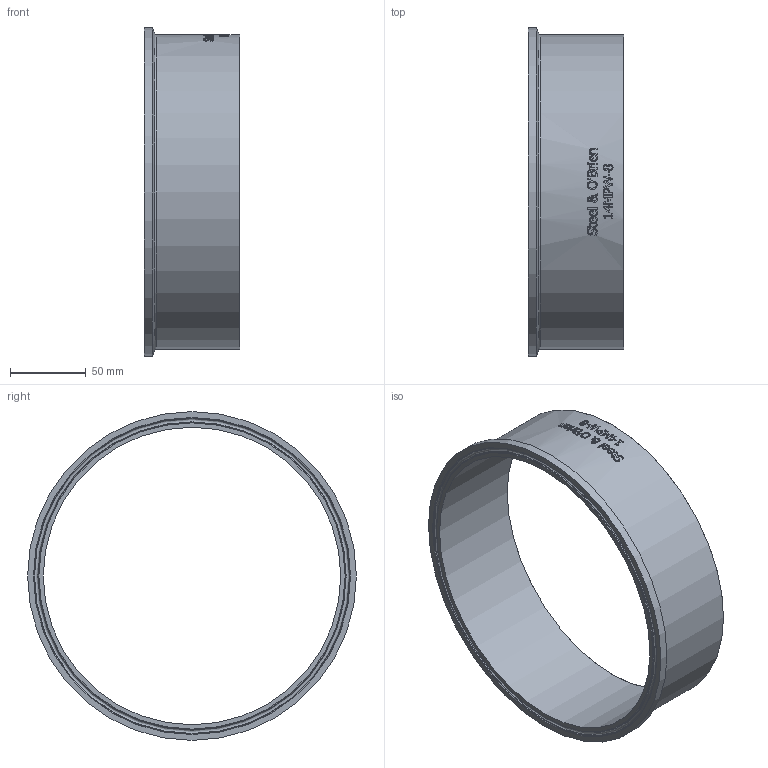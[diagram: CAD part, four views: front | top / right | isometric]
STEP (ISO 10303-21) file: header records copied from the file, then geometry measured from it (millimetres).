
FILE_DESCRIPTION(/* description */ (''),/* implementation_level */ '2;1');
FILE_NAME(/* name */ '14MPW-8.stp',/* time_stamp */ '2019-07-11T11:34:36-04:00',/* author */ ('rick'),/* organization */ (''),/* preprocessor_version */ 'ST-DEVELOPER v15.2',/* originating_system */ 'Autodesk Inventor 2014',/* authorisation */ '');
FILE_SCHEMA (('AUTOMOTIVE_DESIGN { 1 0 10303 214 3 1 1 }'));
Length unit declared in the file: inch
Products named in the file (1): 14MPW-8
Bounding box: 63.5 x 217.68 x 217.68 mm (x, y, z)
Volume: 241323.5 mm3; surface area: 94365.7 mm2
Topology: 1 solids, 1 shells, 339 faces, 900 edges, 597 vertices
Faces by surface type: bspline 147, plane 147, cylinder 36, torus 6, cone 3
Full cylindrical faces by diameter (mm): 197.053 x1, 208.077 x1, 217.678 x1
Entity records: 13104 total; most frequent: CARTESIAN_POINT 5489, ORIENTED_EDGE 1776, DIRECTION 1169, EDGE_CURVE 888, VERTEX_POINT 597, LINE 405, VECTOR 405, EDGE_LOOP 387
